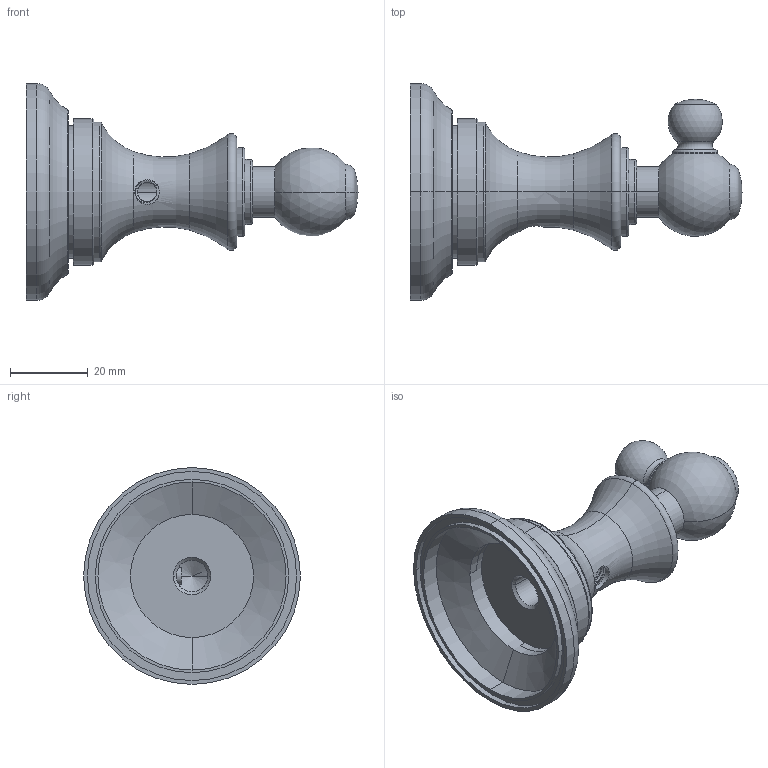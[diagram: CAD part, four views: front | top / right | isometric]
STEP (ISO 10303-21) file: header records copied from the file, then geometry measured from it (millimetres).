
FILE_DESCRIPTION((''),'2;1');
FILE_NAME('5610_ASM','2019-08-09T10:37:36',('jinson.thomas'),(''),'CREO PARAMETRIC BY PTC INC, 2018400','CREO PARAMETRIC BY PTC INC, 2018400','');
FILE_SCHEMA(('CONFIG_CONTROL_DESIGN'));
Length unit declared in the file: inch
Products named in the file (5): 11609; 2-656_ASM; 40725; 40737; 5610_ASM
Assembly tree (4 placements, depth 3):
  5610_ASM
    2-656_ASM
      11609
    40725
    40737
Bounding box: 85.6 x 55.88 x 55.88 mm (x, y, z)
Volume: 35381.6 mm3; surface area: 16611.9 mm2
Topology: 3 solids, 3 shells, 150 faces, 357 edges, 219 vertices
Faces by surface type: cylinder 54, bspline 32, torus 30, plane 18, sphere 10, cone 6
Entity records: 7928 total; most frequent: CARTESIAN_POINT 4540, ORIENTED_EDGE 702, DIRECTION 648, EDGE_CURVE 351, AXIS2_PLACEMENT_3D 288, VERTEX_POINT 219, EDGE_LOOP 168, CIRCLE 160
